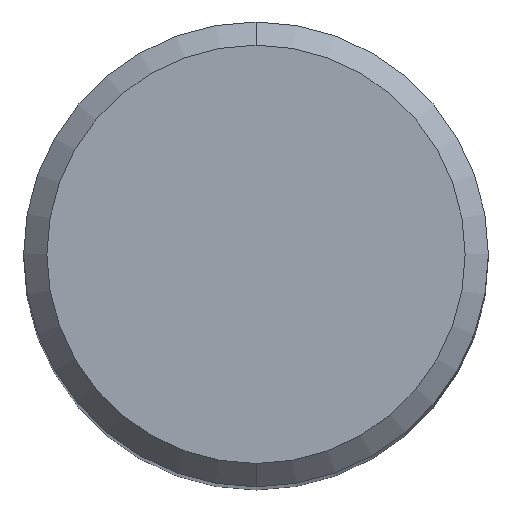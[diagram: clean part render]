
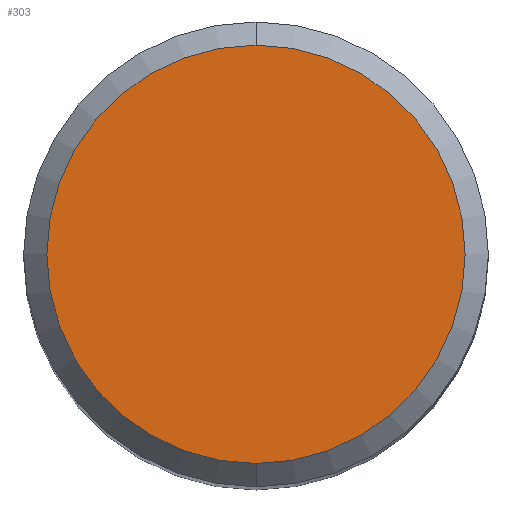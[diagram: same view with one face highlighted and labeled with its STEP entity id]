
A CAD part, top view. The second image highlights one B-rep face of the part: STEP entity #303.
In plain terms, the highlighted planar face has unit normal (0, 0, 1).
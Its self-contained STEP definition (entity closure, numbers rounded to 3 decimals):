
#223=EDGE_CURVE('',#445,#347,#535,.T.);
#303=ADVANCED_FACE('',(#623),#624,.T.);
#347=VERTEX_POINT('',#672);
#357=EDGE_CURVE('',#347,#445,#682,.T.);
#445=VERTEX_POINT('',#779);
#535=CIRCLE('',#892,4.5);
#623=FACE_OUTER_BOUND('',#1092,.T.);
#624=PLANE('',#1093);
#672=CARTESIAN_POINT('',(0.0,4.5,0.0));
#682=CIRCLE('',#1224,4.5);
#779=CARTESIAN_POINT('',(0.,-4.5,0.0));
#892=AXIS2_PLACEMENT_3D('',#1540,#1541,#1542);
#1092=EDGE_LOOP('',(#1636,#1637));
#1093=AXIS2_PLACEMENT_3D('',#1638,#1639,#1640);
#1224=AXIS2_PLACEMENT_3D('',#1708,#1709,#1710);
#1540=CARTESIAN_POINT('',(0.0,0.0,0.0));
#1541=DIRECTION('',(0.0,0.0,-1.0));
#1542=DIRECTION('',(0.0,1.0,0.0));
#1636=ORIENTED_EDGE('',*,*,#357,.F.);
#1637=ORIENTED_EDGE('',*,*,#223,.F.);
#1638=CARTESIAN_POINT('',(0.0,2.25,0.0));
#1639=DIRECTION('',(-0.0,0.0,1.0));
#1640=DIRECTION('',(0.0,-1.0,0.0));
#1708=CARTESIAN_POINT('',(0.0,0.0,0.0));
#1709=DIRECTION('',(0.0,0.0,-1.0));
#1710=DIRECTION('',(0.0,1.0,0.0));
